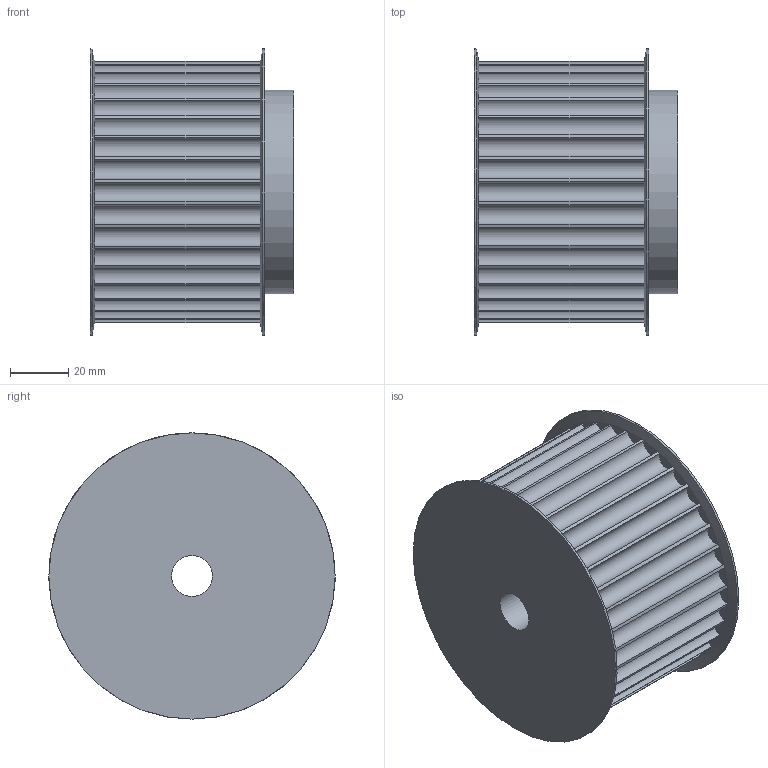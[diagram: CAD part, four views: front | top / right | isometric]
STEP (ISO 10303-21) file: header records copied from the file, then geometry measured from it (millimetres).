
FILE_DESCRIPTION( ( 'STEP AP214' ), '1' );
FILE_NAME( 'HTD-Zrr_14_17441800_2_14.stp', ' ', ( ' ' ), ( ' ' ), 'PSStep 15.0.47', 'PARTsolutions', ' ' );
FILE_SCHEMA( ( 'AUTOMOTIVE_DESIGN { 1 0 10303 214 1 1 1 1 }' ) );
Length unit declared in the file: millimetre
Products named in the file (1): _HTD-Zrr 14 17441800
Bounding box: 70 x 98.5 x 98.5 mm (x, y, z)
Volume: 375770.9 mm3; surface area: 48230.7 mm2
Topology: 1 solids, 1 shells, 154 faces, 306 edges, 155 vertices
Faces by surface type: cylinder 76, plane 75, cone 3
Full cylindrical faces by diameter (mm): 14 x1, 70 x1, 98.5 x2
Entity records: 5118 total; most frequent: DIRECTION 832, CARTESIAN_POINT 605, ORIENTED_EDGE 594, AXIS2_PLACEMENT_3D 380, EDGE_CURVE 297, CIRCLE 225, EDGE_LOOP 164, FACE_OUTER_BOUND 158
